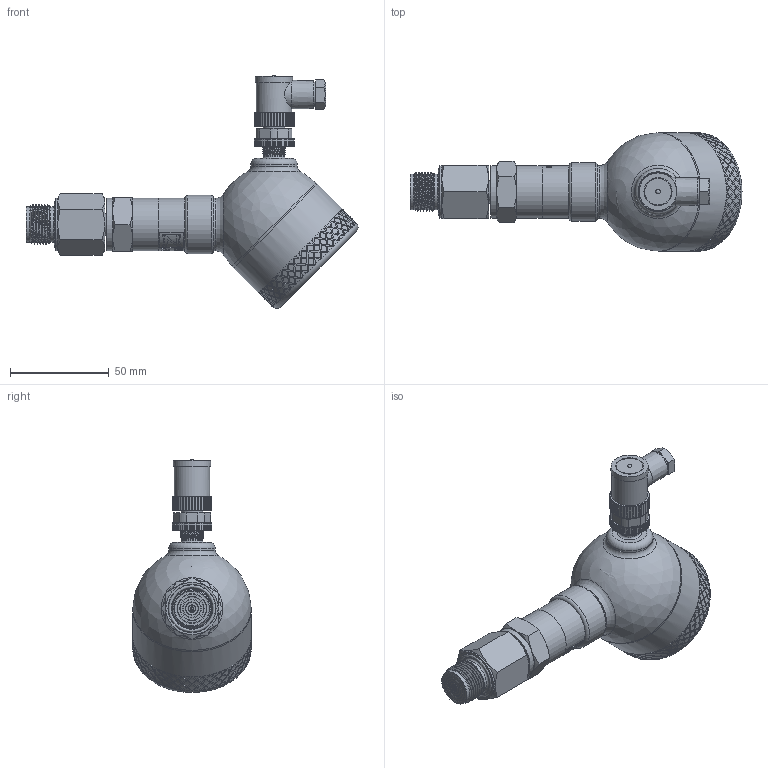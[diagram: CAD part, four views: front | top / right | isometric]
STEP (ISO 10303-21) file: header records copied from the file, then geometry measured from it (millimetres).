
FILE_DESCRIPTION(/* description */ (''),/* implementation_level */ '2;1');
FILE_NAME(/* name */ 'APZ3420mFH_M20x1,5DIN-flush_2_display.step',/* time_stamp */ '2021-07-07T15:58:00+03:00',/* author */ (''),/* organization */ (''),/* preprocessor_version */ 'ST-DEVELOPER v18.1',/* originating_system */ 'Autodesk Translation Framework v10.9.0.1377',/* authorisation */ '');
FILE_SCHEMA (('AUTOMOTIVE_DESIGN { 1 0 10303 214 3 1 1 }'));
Length unit declared in the file: millimetre
Products named in the file (9): АПЗ420М-полевойкорпус-
заполненный; Заполненный полевой 
корпус v13; Cover for display; Display; Main body; M12x1 adapter; M12x1 female angular v10; G1\4EN; M20x1,5DIN diaphragm 18 v8
Assembly tree (8 placements, depth 3):
  АПЗ420М-полевойкорпус-
заполненный
    Заполненный полевой 
корпус v13
      Cover for display
      Display
      Main body
      M12x1 adapter
      M12x1 female angular v10
    G1\4EN
    M20x1,5DIN diaphragm 18 v8
Bounding box: 168.38 x 60.1 x 118.16 mm (x, y, z)
Volume: 247057.7 mm3; surface area: 55952.9 mm2
Topology: 18 solids, 18 shells, 1894 faces, 4775 edges, 3142 vertices
Faces by surface type: bspline 981, cylinder 544, plane 307, torus 30, cone 30, sphere 2
Full cylindrical faces by diameter (mm): 1 x4, 2 x1, 3.3 x1, 4 x1, 5 x7, 7 x1, 8 x1, 9.3 x1, 9.471 x2, 9.5 x2, 10.5 x2, 10.741 x7, 11 x1, 11.035 x4, 11.156 x1, 11.445 x4, 11.884 x6, 12.152 x4, 13 x1, 13.157 x9, 18 x3, 18.137 x5, 19 x1, 19.7 x1, 19.85 x4, 21 x1, 21.6 x1, 21.767 x1, 22.4 x1, 23.6 x1
Entity records: 85402 total; most frequent: CARTESIAN_POINT 47216, ORIENTED_EDGE 9546, EDGE_CURVE 4773, DIRECTION 4700, VERTEX_POINT 3142, B_SPLINE_CURVE_WITH_KNOTS 2766, EDGE_LOOP 2159, FACE_OUTER_BOUND 1894
